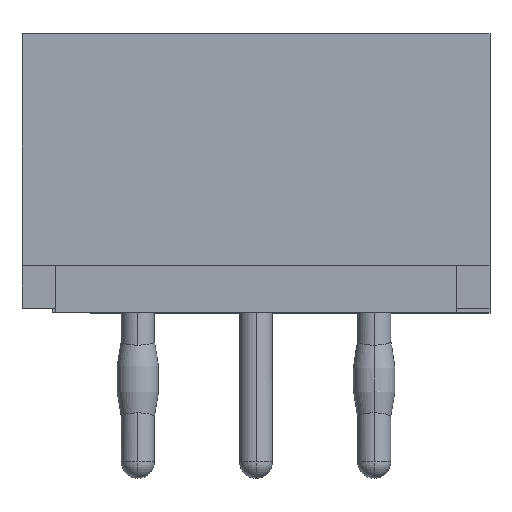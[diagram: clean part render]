
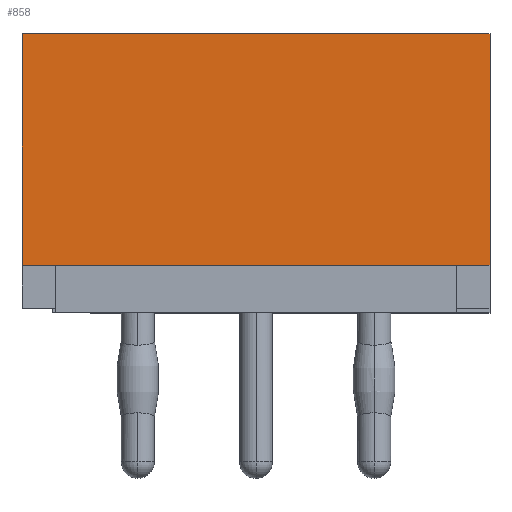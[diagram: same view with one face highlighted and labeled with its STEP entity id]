
A CAD part, top view. The second image highlights one B-rep face of the part: STEP entity #858.
In plain terms, the highlighted planar face has unit normal (0, 0, 1).
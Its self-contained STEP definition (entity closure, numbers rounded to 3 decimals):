
#154 = VERTEX_POINT ( 'NONE', #2347 ) ;
#229 = DIRECTION ( 'NONE',  ( 0., -1., 0. ) ) ;
#259 = PLANE ( 'NONE',  #1021 ) ;
#276 = FACE_OUTER_BOUND ( 'NONE', #2175, .T. ) ;
#379 = DIRECTION ( 'NONE',  ( 0., 1., 0. ) ) ;
#394 = ORIENTED_EDGE ( 'NONE', *, *, #1230, .T. ) ;
#614 = EDGE_CURVE ( 'NONE', #955, #154, #1713, .T. ) ;
#618 = LINE ( 'NONE', #1506, #2649 ) ;
#672 = ORIENTED_EDGE ( 'NONE', *, *, #1804, .T. ) ;
#674 = LINE ( 'NONE', #2284, #2744 ) ;
#684 = VERTEX_POINT ( 'NONE', #2697 ) ;
#750 = CARTESIAN_POINT ( 'NONE',  ( -4.95, 2.95, 2.47 ) ) ;
#761 = CARTESIAN_POINT ( 'NONE',  ( 4.95, 2.95, 2.47 ) ) ;
#858 = ADVANCED_FACE ( 'NONE', ( #276 ), #259, .T. ) ;
#902 = EDGE_CURVE ( 'NONE', #154, #1029, #674, .T. ) ;
#955 = VERTEX_POINT ( 'NONE', #761 ) ;
#1021 = AXIS2_PLACEMENT_3D ( 'NONE', #1590, #1136, #1847 ) ;
#1029 = VERTEX_POINT ( 'NONE', #2381 ) ;
#1136 = DIRECTION ( 'NONE',  ( 0., 0., 1. ) ) ;
#1215 = ORIENTED_EDGE ( 'NONE', *, *, #614, .T. ) ;
#1230 = EDGE_CURVE ( 'NONE', #684, #955, #618, .T. ) ;
#1506 = CARTESIAN_POINT ( 'NONE',  ( 4.95, -2.95, 2.47 ) ) ;
#1590 = CARTESIAN_POINT ( 'NONE',  ( -4.95, -2.95, 2.47 ) ) ;
#1671 = DIRECTION ( 'NONE',  ( -1., 0., 0. ) ) ;
#1713 = LINE ( 'NONE', #750, #2509 ) ;
#1804 = EDGE_CURVE ( 'NONE', #1029, #684, #2103, .T. ) ;
#1847 = DIRECTION ( 'NONE',  ( 1., 0., 0. ) ) ;
#2103 = LINE ( 'NONE', #2358, #2888 ) ;
#2175 = EDGE_LOOP ( 'NONE', ( #2396, #672, #394, #1215 ) ) ;
#2284 = CARTESIAN_POINT ( 'NONE',  ( -4.95, -2.95, 2.47 ) ) ;
#2347 = CARTESIAN_POINT ( 'NONE',  ( -4.95, 2.95, 2.47 ) ) ;
#2358 = CARTESIAN_POINT ( 'NONE',  ( 4.95, -1.95, 2.47 ) ) ;
#2381 = CARTESIAN_POINT ( 'NONE',  ( -4.95, -1.95, 2.47 ) ) ;
#2396 = ORIENTED_EDGE ( 'NONE', *, *, #902, .T. ) ;
#2509 = VECTOR ( 'NONE', #1671, 1000. ) ;
#2612 = DIRECTION ( 'NONE',  ( 1., 0., 0. ) ) ;
#2649 = VECTOR ( 'NONE', #379, 1000. ) ;
#2697 = CARTESIAN_POINT ( 'NONE',  ( 4.95, -1.95, 2.47 ) ) ;
#2744 = VECTOR ( 'NONE', #229, 1000. ) ;
#2888 = VECTOR ( 'NONE', #2612, 1000. ) ;
